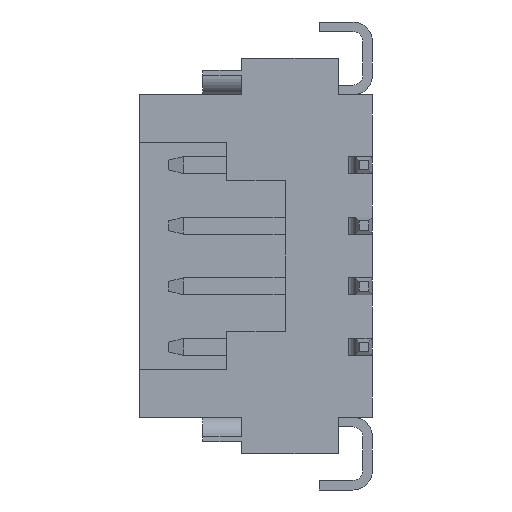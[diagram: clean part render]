
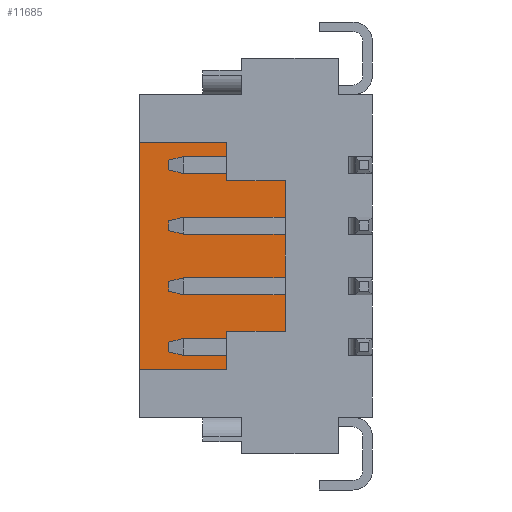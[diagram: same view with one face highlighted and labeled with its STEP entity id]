
A CAD part, left-side view. The second image highlights one B-rep face of the part: STEP entity #11685.
In plain terms, the highlighted free-form (B-spline) face has degree [1, 1] with [2, 2] control points.
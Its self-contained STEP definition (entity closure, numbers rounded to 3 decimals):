
#623 = B_SPLINE_SURFACE_WITH_KNOTS('',1,1,(
    (#624,#625)
    ,(#626,#627)),.UNSPECIFIED.,.F.,.F.,.F.,(2,2),(2,2),(0.,1.),(0.,1.),
  .PIECEWISE_BEZIER_KNOTS.);
#624 = CARTESIAN_POINT('',(0.783,24.77,7.2));
#625 = CARTESIAN_POINT('',(-2.217,24.77,7.2));
#626 = CARTESIAN_POINT('',(0.783,24.77,1.55));
#627 = CARTESIAN_POINT('',(-2.217,24.77,1.55));
#1771 = VERTEX_POINT('',#1772);
#1772 = CARTESIAN_POINT('',(0.783,24.77,7.2));
#1785 = B_SPLINE_SURFACE_WITH_KNOTS('',1,1,(
    (#1786,#1787)
    ,(#1788,#1789
    )),.UNSPECIFIED.,.F.,.F.,.F.,(2,2),(2,2),(0.,1.),(0.,1.),
  .PIECEWISE_BEZIER_KNOTS.);
#1786 = CARTESIAN_POINT('',(0.783,24.77,7.2));
#1787 = CARTESIAN_POINT('',(0.783,27.77,7.2));
#1788 = CARTESIAN_POINT('',(-1.567,24.77,7.2));
#1789 = CARTESIAN_POINT('',(-1.567,27.77,7.2));
#1796 = EDGE_CURVE('',#1797,#1771,#1799,.T.);
#1797 = VERTEX_POINT('',#1798);
#1798 = CARTESIAN_POINT('',(0.783,24.77,1.55));
#1799 = SURFACE_CURVE('',#1800,(#1804,#1810),.PCURVE_S1.);
#1800 = LINE('',#1801,#1802);
#1801 = CARTESIAN_POINT('',(0.783,24.77,1.55));
#1802 = VECTOR('',#1803,1.);
#1803 = DIRECTION('',(0.,0.,1.));
#1804 = PCURVE('',#623,#1805);
#1805 = DEFINITIONAL_REPRESENTATION('',(#1806),#1809);
#1806 = B_SPLINE_CURVE_WITH_KNOTS('',1,(#1807,#1808),.UNSPECIFIED.,.F.,
  .F.,(2,2),(0.,5.65),.PIECEWISE_BEZIER_KNOTS.);
#1807 = CARTESIAN_POINT('',(1.,0.));
#1808 = CARTESIAN_POINT('',(0.,0.));
#1809 = ( GEOMETRIC_REPRESENTATION_CONTEXT(2) 
PARAMETRIC_REPRESENTATION_CONTEXT() REPRESENTATION_CONTEXT('2D SPACE',''
  ) );
#1810 = PCURVE('',#1811,#1816);
#1811 = B_SPLINE_SURFACE_WITH_KNOTS('',1,1,(
    (#1812,#1813)
    ,(#1814,#1815
    )),.UNSPECIFIED.,.F.,.F.,.F.,(2,2),(2,2),(0.,1.),(0.,1.),
  .PIECEWISE_BEZIER_KNOTS.);
#1812 = CARTESIAN_POINT('',(0.783,27.77,1.55));
#1813 = CARTESIAN_POINT('',(0.783,27.77,7.2));
#1814 = CARTESIAN_POINT('',(0.783,24.77,1.55));
#1815 = CARTESIAN_POINT('',(0.783,24.77,7.2));
#1816 = DEFINITIONAL_REPRESENTATION('',(#1817),#1820);
#1817 = B_SPLINE_CURVE_WITH_KNOTS('',1,(#1818,#1819),.UNSPECIFIED.,.F.,
  .F.,(2,2),(0.,5.65),.PIECEWISE_BEZIER_KNOTS.);
#1818 = CARTESIAN_POINT('',(1.,0.));
#1819 = CARTESIAN_POINT('',(1.,1.));
#1820 = ( GEOMETRIC_REPRESENTATION_CONTEXT(2) 
PARAMETRIC_REPRESENTATION_CONTEXT() REPRESENTATION_CONTEXT('2D SPACE',''
  ) );
#1837 = B_SPLINE_SURFACE_WITH_KNOTS('',1,1,(
    (#1838,#1839)
    ,(#1840,#1841
    )),.UNSPECIFIED.,.F.,.F.,.F.,(2,2),(2,2),(0.,1.),(0.,1.),
  .PIECEWISE_BEZIER_KNOTS.);
#1838 = CARTESIAN_POINT('',(0.783,24.77,1.55));
#1839 = CARTESIAN_POINT('',(-1.567,24.77,1.55));
#1840 = CARTESIAN_POINT('',(0.783,27.77,1.55));
#1841 = CARTESIAN_POINT('',(-1.567,27.77,1.55));
#3034 = B_SPLINE_SURFACE_WITH_KNOTS('',1,1,(
    (#3035,#3036)
    ,(#3037,#3038
    )),.UNSPECIFIED.,.F.,.F.,.F.,(2,2),(2,2),(0.,1.),(0.,1.),
  .PIECEWISE_BEZIER_KNOTS.);
#3035 = CARTESIAN_POINT('',(1.183,27.77,7.7));
#3036 = CARTESIAN_POINT('',(0.373,27.77,7.7));
#3037 = CARTESIAN_POINT('',(1.183,27.77,1.05));
#3038 = CARTESIAN_POINT('',(0.373,27.77,1.05));
#5223 = EDGE_CURVE('',#5224,#1797,#5226,.T.);
#5224 = VERTEX_POINT('',#5225);
#5225 = CARTESIAN_POINT('',(0.783,27.77,1.55));
#5226 = SURFACE_CURVE('',#5227,(#5231,#5237),.PCURVE_S1.);
#5227 = LINE('',#5228,#5229);
#5228 = CARTESIAN_POINT('',(0.783,27.77,1.55));
#5229 = VECTOR('',#5230,1.);
#5230 = DIRECTION('',(0.,-1.,0.));
#5231 = PCURVE('',#1837,#5232);
#5232 = DEFINITIONAL_REPRESENTATION('',(#5233),#5236);
#5233 = B_SPLINE_CURVE_WITH_KNOTS('',1,(#5234,#5235),.UNSPECIFIED.,.F.,
  .F.,(2,2),(0.,3.),.PIECEWISE_BEZIER_KNOTS.);
#5234 = CARTESIAN_POINT('',(1.,0.));
#5235 = CARTESIAN_POINT('',(0.,0.));
#5236 = ( GEOMETRIC_REPRESENTATION_CONTEXT(2) 
PARAMETRIC_REPRESENTATION_CONTEXT() REPRESENTATION_CONTEXT('2D SPACE',''
  ) );
#5237 = PCURVE('',#1811,#5238);
#5238 = DEFINITIONAL_REPRESENTATION('',(#5239),#5242);
#5239 = B_SPLINE_CURVE_WITH_KNOTS('',1,(#5240,#5241),.UNSPECIFIED.,.F.,
  .F.,(2,2),(0.,3.),.PIECEWISE_BEZIER_KNOTS.);
#5240 = CARTESIAN_POINT('',(0.,0.));
#5241 = CARTESIAN_POINT('',(1.,0.));
#5242 = ( GEOMETRIC_REPRESENTATION_CONTEXT(2) 
PARAMETRIC_REPRESENTATION_CONTEXT() REPRESENTATION_CONTEXT('2D SPACE',''
  ) );
#8640 = EDGE_CURVE('',#8641,#5224,#8643,.T.);
#8641 = VERTEX_POINT('',#8642);
#8642 = CARTESIAN_POINT('',(0.783,27.77,7.2));
#8643 = SURFACE_CURVE('',#8644,(#8648,#8654),.PCURVE_S1.);
#8644 = LINE('',#8645,#8646);
#8645 = CARTESIAN_POINT('',(0.783,27.77,7.2));
#8646 = VECTOR('',#8647,1.);
#8647 = DIRECTION('',(0.,0.,-1.));
#8648 = PCURVE('',#3034,#8649);
#8649 = DEFINITIONAL_REPRESENTATION('',(#8650),#8653);
#8650 = B_SPLINE_CURVE_WITH_KNOTS('',1,(#8651,#8652),.UNSPECIFIED.,.F.,
  .F.,(2,2),(0.,5.65),.PIECEWISE_BEZIER_KNOTS.);
#8651 = CARTESIAN_POINT('',(0.075,0.494));
#8652 = CARTESIAN_POINT('',(0.925,0.494));
#8653 = ( GEOMETRIC_REPRESENTATION_CONTEXT(2) 
PARAMETRIC_REPRESENTATION_CONTEXT() REPRESENTATION_CONTEXT('2D SPACE',''
  ) );
#8654 = PCURVE('',#1811,#8655);
#8655 = DEFINITIONAL_REPRESENTATION('',(#8656),#8659);
#8656 = B_SPLINE_CURVE_WITH_KNOTS('',1,(#8657,#8658),.UNSPECIFIED.,.F.,
  .F.,(2,2),(0.,5.65),.PIECEWISE_BEZIER_KNOTS.);
#8657 = CARTESIAN_POINT('',(0.,1.));
#8658 = CARTESIAN_POINT('',(0.,0.));
#8659 = ( GEOMETRIC_REPRESENTATION_CONTEXT(2) 
PARAMETRIC_REPRESENTATION_CONTEXT() REPRESENTATION_CONTEXT('2D SPACE',''
  ) );
#11685 = ADVANCED_FACE('',(#11686),#1811,.T.);
#11686 = FACE_BOUND('',#11687,.T.);
#11687 = EDGE_LOOP('',(#11688,#11689,#11690,#11691));
#11688 = ORIENTED_EDGE('',*,*,#8640,.T.);
#11689 = ORIENTED_EDGE('',*,*,#5223,.T.);
#11690 = ORIENTED_EDGE('',*,*,#1796,.T.);
#11691 = ORIENTED_EDGE('',*,*,#11692,.F.);
#11692 = EDGE_CURVE('',#8641,#1771,#11693,.T.);
#11693 = SURFACE_CURVE('',#11694,(#11698,#11704),.PCURVE_S1.);
#11694 = LINE('',#11695,#11696);
#11695 = CARTESIAN_POINT('',(0.783,27.77,7.2));
#11696 = VECTOR('',#11697,1.);
#11697 = DIRECTION('',(0.,-1.,0.));
#11698 = PCURVE('',#1811,#11699);
#11699 = DEFINITIONAL_REPRESENTATION('',(#11700),#11703);
#11700 = B_SPLINE_CURVE_WITH_KNOTS('',1,(#11701,#11702),.UNSPECIFIED.,
  .F.,.F.,(2,2),(0.,3.),.PIECEWISE_BEZIER_KNOTS.);
#11701 = CARTESIAN_POINT('',(0.,1.));
#11702 = CARTESIAN_POINT('',(1.,1.));
#11703 = ( GEOMETRIC_REPRESENTATION_CONTEXT(2) 
PARAMETRIC_REPRESENTATION_CONTEXT() REPRESENTATION_CONTEXT('2D SPACE',''
  ) );
#11704 = PCURVE('',#1785,#11705);
#11705 = DEFINITIONAL_REPRESENTATION('',(#11706),#11709);
#11706 = B_SPLINE_CURVE_WITH_KNOTS('',1,(#11707,#11708),.UNSPECIFIED.,
  .F.,.F.,(2,2),(0.,3.),.PIECEWISE_BEZIER_KNOTS.);
#11707 = CARTESIAN_POINT('',(0.,1.));
#11708 = CARTESIAN_POINT('',(0.,0.));
#11709 = ( GEOMETRIC_REPRESENTATION_CONTEXT(2) 
PARAMETRIC_REPRESENTATION_CONTEXT() REPRESENTATION_CONTEXT('2D SPACE',''
  ) );
